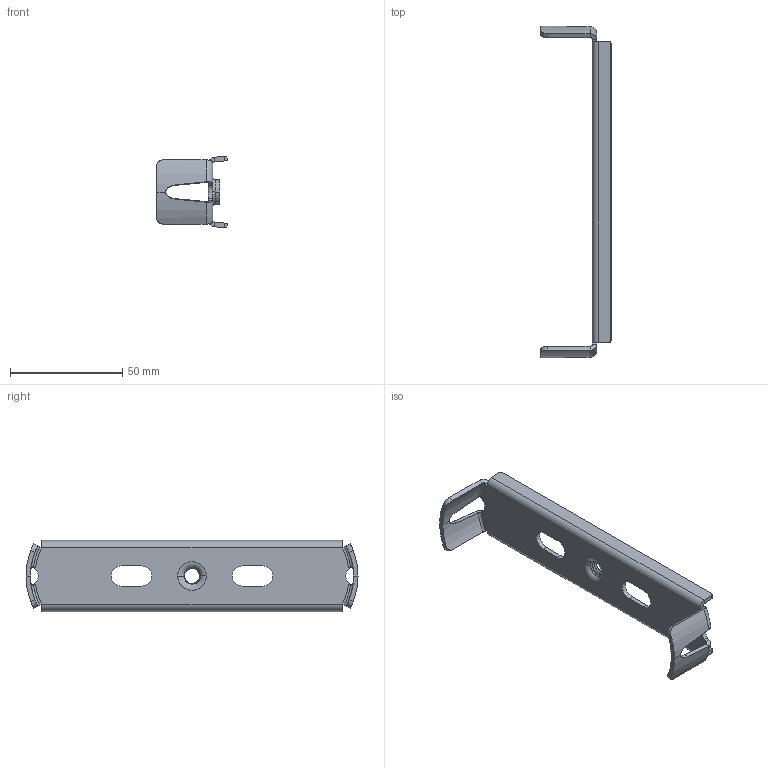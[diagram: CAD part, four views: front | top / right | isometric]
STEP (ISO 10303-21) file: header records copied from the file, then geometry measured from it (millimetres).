
FILE_DESCRIPTION((''),'2;1');
FILE_NAME('731415_PRT','2020-01-03T09:58:17',('tomasz.grudniewski'),(''),'CREO PARAMETRIC BY PTC INC, 2018400','CREO PARAMETRIC BY PTC INC, 2018400','');
FILE_SCHEMA(('CONFIG_CONTROL_DESIGN'));
Length unit declared in the file: millimetre
Products named in the file (1): 731415_PRT
Bounding box: 31.46 x 148 x 31.95 mm (x, y, z)
Volume: 13262.9 mm3; surface area: 14679.9 mm2
Topology: 1 solids, 1 shells, 111 faces, 264 edges, 151 vertices
Faces by surface type: plane 46, cylinder 32, bspline 20, torus 13
Entity records: 4293 total; most frequent: CARTESIAN_POINT 1832, ORIENTED_EDGE 528, DIRECTION 462, EDGE_CURVE 264, AXIS2_PLACEMENT_3D 172, VERTEX_POINT 151, VECTOR 118, LINE 118
